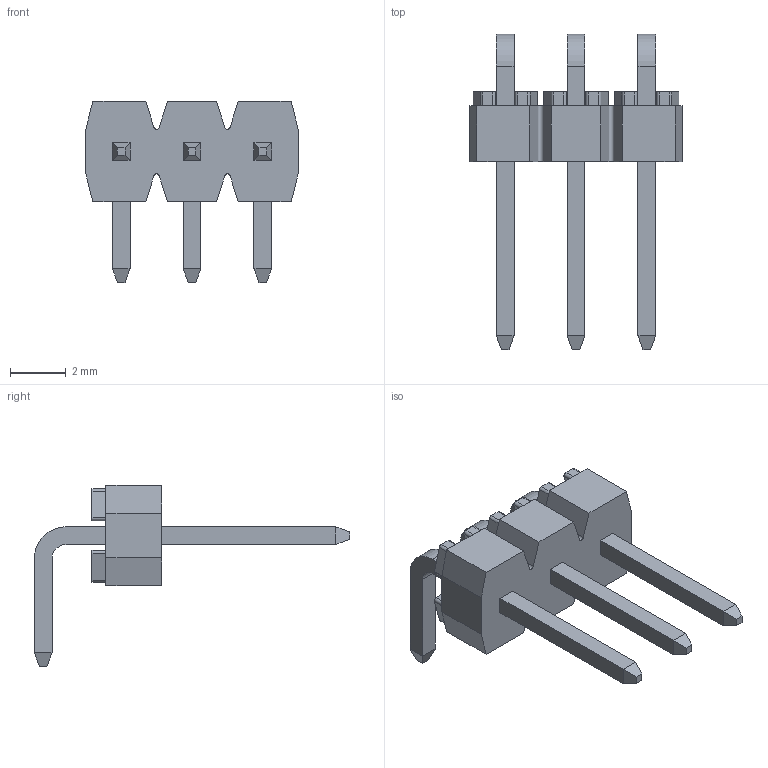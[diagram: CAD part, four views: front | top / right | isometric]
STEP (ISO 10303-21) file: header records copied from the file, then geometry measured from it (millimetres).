
FILE_DESCRIPTION (( 'STEP AP214' ), '1' );
FILE_NAME ('Molex 90121-0763.STEP', '2023-09-07T15:25:32', ( '' ), ( '' ), 'SwSTEP 2.0', 'SolidWorks 2018', '' );
FILE_SCHEMA (( 'AUTOMOTIVE_DESIGN' ));
Length unit declared in the file: millimetre
Products named in the file (1): Molex 90121-0763
Bounding box: 7.62 x 11.32 x 6.5 mm (x, y, z)
Volume: 69.5 mm3; surface area: 222.2 mm2
Topology: 1 solids, 1 shells, 212 faces, 552 edges, 360 vertices
Faces by surface type: plane 142, cylinder 70
Entity records: 7224 total; most frequent: CARTESIAN_POINT 1125, DIRECTION 1118, ORIENTED_EDGE 1104, EDGE_CURVE 552, LINE 412, VECTOR 412, VERTEX_POINT 360, AXIS2_PLACEMENT_3D 353
